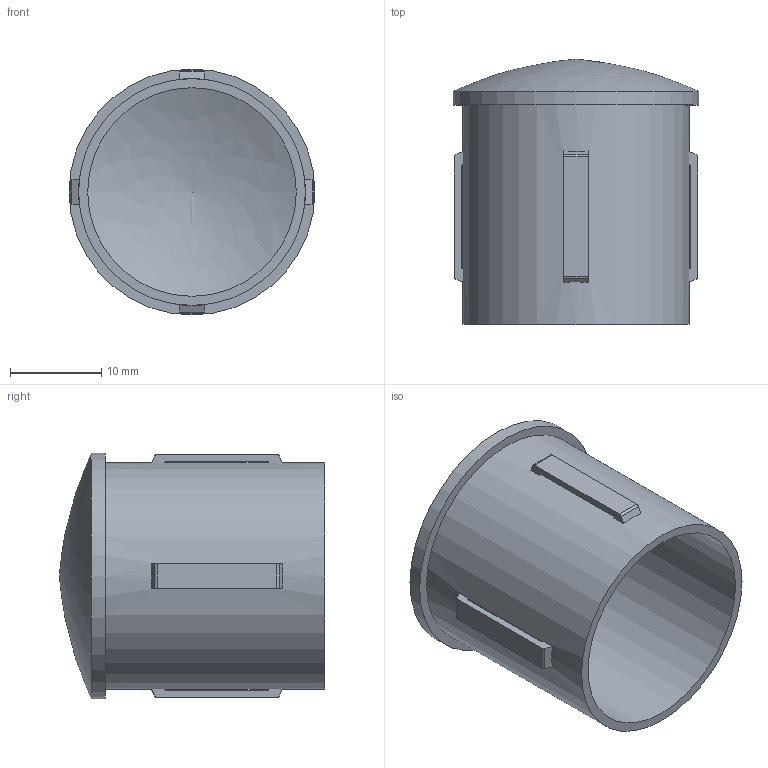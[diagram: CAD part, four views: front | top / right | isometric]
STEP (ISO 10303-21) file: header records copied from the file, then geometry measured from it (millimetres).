
FILE_DESCRIPTION(/* description */ (''),/* implementation_level */ '2;1');
FILE_NAME(/* name */ 'Glasklemmen_X116.stp',/* time_stamp */ '2017-08-09T15:28:48+02:00',/* author */ (''),/* organization */ (''),/* preprocessor_version */ 'ST-DEVELOPER v16',/* originating_system */ 'SIEMENS PLM Software NX 11.0',/* authorisation */ '');
FILE_SCHEMA (('AUTOMOTIVE_DESIGN { 1 0 10303 214 3 1 1 1 }'));
Length unit declared in the file: millimetre
Products named in the file (1): Goge0EC4D08Df665
Bounding box: 26.9 x 29 x 26.9 mm (x, y, z)
Volume: 2657 mm3; surface area: 5347.5 mm2
Topology: 1 solids, 1 shells, 47 faces, 139 edges, 92 vertices
Faces by surface type: plane 34, cylinder 11, bspline 2
Full cylindrical faces by diameter (mm): 22.812 x1, 24.812 x1, 26.9 x1
Entity records: 1588 total; most frequent: CARTESIAN_POINT 316, DIRECTION 256, ORIENTED_EDGE 252, EDGE_CURVE 126, VERTEX_POINT 88, LINE 88, VECTOR 88, AXIS2_PLACEMENT_3D 84
